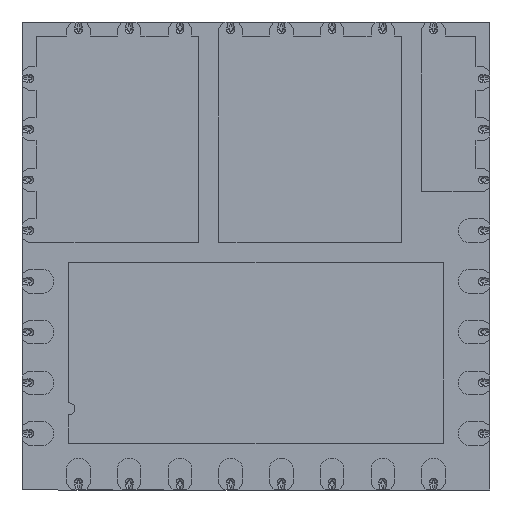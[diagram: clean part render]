
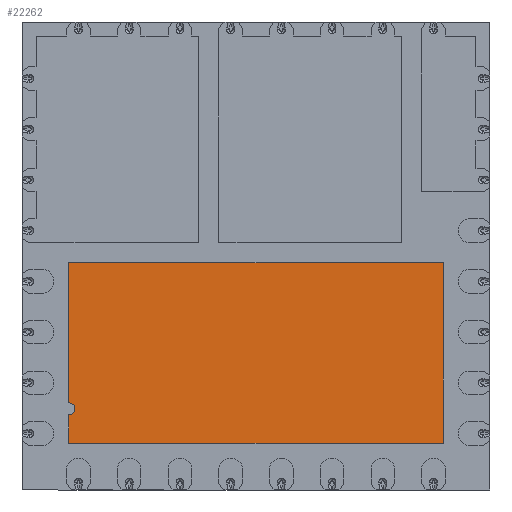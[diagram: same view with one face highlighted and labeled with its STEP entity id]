
A CAD part, front view. The second image highlights one B-rep face of the part: STEP entity #22262.
In plain terms, the highlighted planar face has unit normal (0, -1, 0).
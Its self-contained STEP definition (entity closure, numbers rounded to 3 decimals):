
#22 = VECTOR ( 'NONE', #12738, 1000. ) ;
#134 = DIRECTION ( 'NONE',  ( 0., 0., 1. ) ) ;
#1770 = LINE ( 'NONE', #2614, #24497 ) ;
#2390 = VECTOR ( 'NONE', #11546, 1000. ) ;
#2434 = CARTESIAN_POINT ( 'NONE',  ( 2.4, 0., -2.4 ) ) ;
#2614 = CARTESIAN_POINT ( 'NONE',  ( -2.4, 0., -2.4 ) ) ;
#2798 = CARTESIAN_POINT ( 'NONE',  ( -2.4, 0., -2.036 ) ) ;
#3652 = VERTEX_POINT ( 'NONE', #2434 ) ;
#3784 = VECTOR ( 'NONE', #134, 1000. ) ;
#4395 = DIRECTION ( 'NONE',  ( 0., -1., 0. ) ) ;
#4620 = VECTOR ( 'NONE', #12171, 1000. ) ;
#4804 = ORIENTED_EDGE ( 'NONE', *, *, #4999, .F. ) ;
#4923 = CARTESIAN_POINT ( 'NONE',  ( -2.4, 0., -1.88 ) ) ;
#4999 = EDGE_CURVE ( 'NONE', #5909, #8906, #23791, .T. ) ;
#5234 = ORIENTED_EDGE ( 'NONE', *, *, #25918, .F. ) ;
#5825 = VERTEX_POINT ( 'NONE', #26158 ) ;
#5909 = VERTEX_POINT ( 'NONE', #4923 ) ;
#6277 = PLANE ( 'NONE',  #27530 ) ;
#6530 = EDGE_CURVE ( 'NONE', #8132, #5909, #19650, .T. ) ;
#8132 = VERTEX_POINT ( 'NONE', #27639 ) ;
#8906 = VERTEX_POINT ( 'NONE', #20476 ) ;
#10203 = LINE ( 'NONE', #12372, #22 ) ;
#11125 = CARTESIAN_POINT ( 'NONE',  ( -2.4, 0., -0.085 ) ) ;
#11164 = VERTEX_POINT ( 'NONE', #17345 ) ;
#11546 = DIRECTION ( 'NONE',  ( 0., 0., -1. ) ) ;
#12099 = LINE ( 'NONE', #2798, #4620 ) ;
#12171 = DIRECTION ( 'NONE',  ( 0., 0., 1. ) ) ;
#12372 = CARTESIAN_POINT ( 'NONE',  ( 2.4, 0., -0.085 ) ) ;
#12738 = DIRECTION ( 'NONE',  ( 1., 0., 0. ) ) ;
#13006 = CARTESIAN_POINT ( 'NONE',  ( -2.4, 0., -1.958 ) ) ;
#13239 = LINE ( 'NONE', #17854, #2390 ) ;
#15100 = EDGE_CURVE ( 'NONE', #8906, #5825, #10203, .T. ) ;
#15696 = EDGE_LOOP ( 'NONE', ( #4804, #21076, #19345, #5234, #22438, #19522 ) ) ;
#15868 = DIRECTION ( 'NONE',  ( -1., 0., 0. ) ) ;
#16976 = DIRECTION ( 'NONE',  ( 0., 0., 1. ) ) ;
#17144 = DIRECTION ( 'NONE',  ( 0., 0., 1. ) ) ;
#17345 = CARTESIAN_POINT ( 'NONE',  ( -2.4, 0., -2.4 ) ) ;
#17577 = EDGE_CURVE ( 'NONE', #11164, #8132, #12099, .T. ) ;
#17854 = CARTESIAN_POINT ( 'NONE',  ( 2.4, 0., -2.4 ) ) ;
#19345 = ORIENTED_EDGE ( 'NONE', *, *, #17577, .F. ) ;
#19522 = ORIENTED_EDGE ( 'NONE', *, *, #15100, .F. ) ;
#19650 = CIRCLE ( 'NONE', #23801, 0.078 ) ;
#20476 = CARTESIAN_POINT ( 'NONE',  ( -2.4, 0., -0.085 ) ) ;
#20608 = FACE_OUTER_BOUND ( 'NONE', #15696, .T. ) ;
#21076 = ORIENTED_EDGE ( 'NONE', *, *, #6530, .F. ) ;
#21214 = EDGE_CURVE ( 'NONE', #5825, #3652, #13239, .T. ) ;
#21444 = DIRECTION ( 'NONE',  ( 0., 1., 0. ) ) ;
#22262 = ADVANCED_FACE ( 'NONE', ( #20608 ), #6277, .F. ) ;
#22438 = ORIENTED_EDGE ( 'NONE', *, *, #21214, .F. ) ;
#23791 = LINE ( 'NONE', #11125, #3784 ) ;
#23801 = AXIS2_PLACEMENT_3D ( 'NONE', #13006, #4395, #16976 ) ;
#23806 = CARTESIAN_POINT ( 'NONE',  ( 0., 0., 0. ) ) ;
#24497 = VECTOR ( 'NONE', #15868, 1000. ) ;
#25918 = EDGE_CURVE ( 'NONE', #3652, #11164, #1770, .T. ) ;
#26158 = CARTESIAN_POINT ( 'NONE',  ( 2.4, 0., -0.085 ) ) ;
#27530 = AXIS2_PLACEMENT_3D ( 'NONE', #23806, #21444, #17144 ) ;
#27639 = CARTESIAN_POINT ( 'NONE',  ( -2.4, 0., -2.036 ) ) ;
